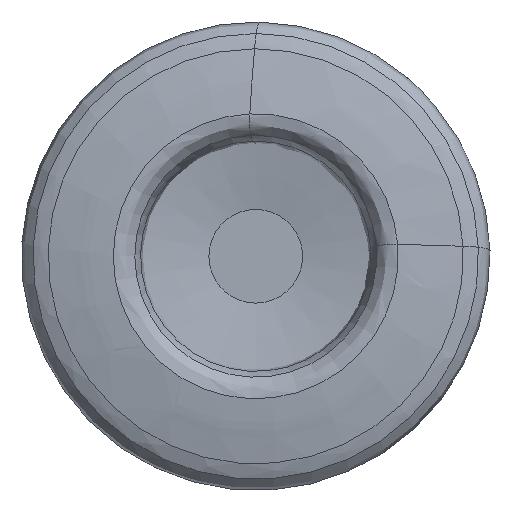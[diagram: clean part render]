
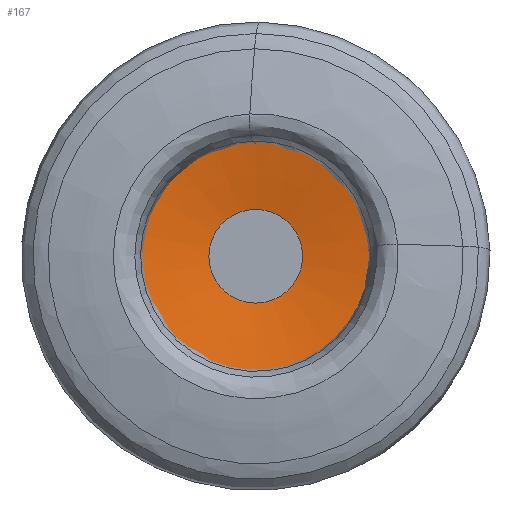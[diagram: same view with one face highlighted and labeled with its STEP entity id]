
A CAD part, left-side view. The second image highlights one B-rep face of the part: STEP entity #167.
In plain terms, the highlighted conical face has half-angle 80 degrees and reference radius 9.976 mm.
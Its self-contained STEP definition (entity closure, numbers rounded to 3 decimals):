
#147=CONICAL_SURFACE('',#657,9.976,80.);
#167=ADVANCED_FACE('',(#236,#237),#147,.F.);
#236=FACE_BOUND('',#280,.T.);
#237=FACE_BOUND('',#281,.T.);
#280=EDGE_LOOP('',(#350));
#281=EDGE_LOOP('',(#351));
#350=ORIENTED_EDGE('',*,*,#524,.F.);
#351=ORIENTED_EDGE('',*,*,#523,.T.);
#476=VERTEX_POINT('',#912);
#477=VERTEX_POINT('',#915);
#523=EDGE_CURVE('',#476,#476,#594,.T.);
#524=EDGE_CURVE('',#477,#477,#595,.T.);
#594=CIRCLE('',#654,9.976);
#595=CIRCLE('',#656,4.);
#654=AXIS2_PLACEMENT_3D('',#911,#755,#756);
#656=AXIS2_PLACEMENT_3D('',#914,#759,#760);
#657=AXIS2_PLACEMENT_3D('',#916,#761,#762);
#755=DIRECTION('',(-1.,0.,0.));
#756=DIRECTION('',(0.,0.,1.));
#759=DIRECTION('',(-1.,0.,0.));
#760=DIRECTION('',(0.,0.,1.));
#761=DIRECTION('',(-1.,0.,0.));
#762=DIRECTION('',(0.,0.,1.));
#911=CARTESIAN_POINT('',(2.946,0.,0.));
#912=CARTESIAN_POINT('',(2.946,0.,9.976));
#914=CARTESIAN_POINT('',(4.,0.,0.));
#915=CARTESIAN_POINT('',(4.,0.,4.));
#916=CARTESIAN_POINT('',(2.946,0.,0.));
